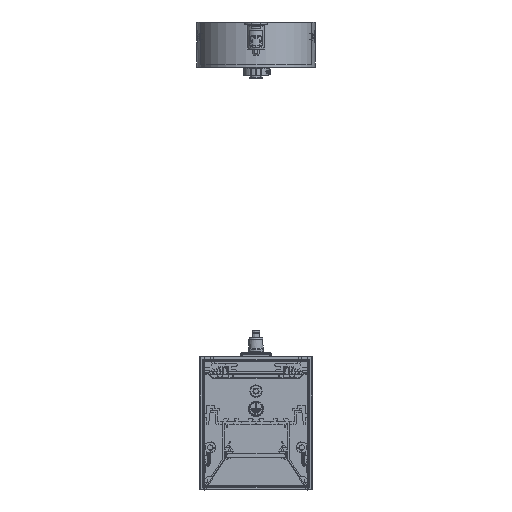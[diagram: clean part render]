
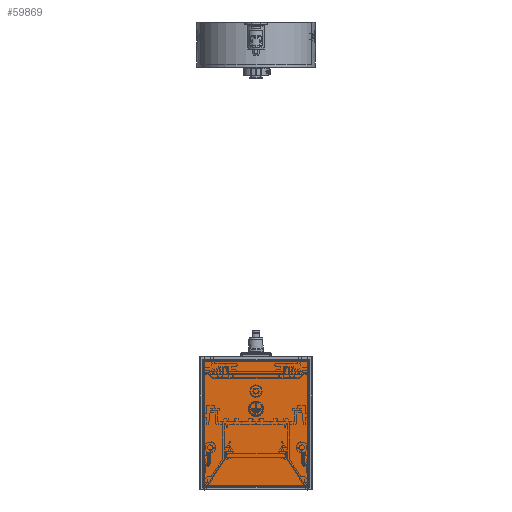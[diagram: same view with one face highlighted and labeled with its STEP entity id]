
A CAD part, front view. The second image highlights one B-rep face of the part: STEP entity #59869.
In plain terms, the highlighted planar face has unit normal (0, -1, 0).
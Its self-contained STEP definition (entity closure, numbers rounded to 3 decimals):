
#5413=CIRCLE('',#65727,0.001);
#5418=CIRCLE('',#65733,0.001);
#5633=CIRCLE('',#66200,0.001);
#5637=CIRCLE('',#66205,0.001);
#8589=FACE_OUTER_BOUND('',#12089,.T.);
#12089=EDGE_LOOP('',(#52258,#52259,#52260,#52261,#52262,#52263,#52264,#52265));
#16657=LINE('',#109008,#21419);
#16917=LINE('',#112015,#21679);
#16919=LINE('',#112052,#21681);
#16921=LINE('',#112085,#21683);
#21419=VECTOR('',#81179,10.);
#21679=VECTOR('',#82369,10.);
#21681=VECTOR('',#82383,10.);
#21683=VECTOR('',#82393,10.);
#27882=VERTEX_POINT('',#108996);
#27884=VERTEX_POINT('',#108999);
#27886=VERTEX_POINT('',#109005);
#27888=VERTEX_POINT('',#109035);
#28197=VERTEX_POINT('',#112014);
#28198=VERTEX_POINT('',#112042);
#28200=VERTEX_POINT('',#112048);
#28202=VERTEX_POINT('',#112078);
#35902=EDGE_CURVE('',#27884,#27882,#5413,.T.);
#35906=EDGE_CURVE('',#27882,#27886,#16657,.T.);
#35909=EDGE_CURVE('',#27886,#27888,#5418,.T.);
#36491=EDGE_CURVE('',#27884,#28197,#16917,.T.);
#36495=EDGE_CURVE('',#28197,#28198,#5633,.T.);
#36498=EDGE_CURVE('',#28198,#28200,#16919,.T.);
#36501=EDGE_CURVE('',#28200,#28202,#5637,.T.);
#36503=EDGE_CURVE('',#28202,#27888,#16921,.T.);
#52258=ORIENTED_EDGE('',*,*,#36503,.F.);
#52259=ORIENTED_EDGE('',*,*,#36501,.F.);
#52260=ORIENTED_EDGE('',*,*,#36498,.F.);
#52261=ORIENTED_EDGE('',*,*,#36495,.F.);
#52262=ORIENTED_EDGE('',*,*,#36491,.F.);
#52263=ORIENTED_EDGE('',*,*,#35902,.T.);
#52264=ORIENTED_EDGE('',*,*,#35906,.T.);
#52265=ORIENTED_EDGE('',*,*,#35909,.T.);
#56963=PLANE('',#66210);
#59869=ADVANCED_FACE('',(#8589),#56963,.F.);
#65727=AXIS2_PLACEMENT_3D('',#109000,#81169,#81170);
#65733=AXIS2_PLACEMENT_3D('',#109038,#81183,#81184);
#66200=AXIS2_PLACEMENT_3D('',#112046,#82376,#82377);
#66205=AXIS2_PLACEMENT_3D('',#112082,#82388,#82389);
#66210=AXIS2_PLACEMENT_3D('',#112092,#82403,#82404);
#81169=DIRECTION('center_axis',(0.,-1.,0.));
#81170=DIRECTION('ref_axis',(0.707,0.,-0.707));
#81179=DIRECTION('',(0.,0.,1.));
#81183=DIRECTION('center_axis',(0.,-1.,0.));
#81184=DIRECTION('ref_axis',(0.707,0.,0.707));
#82369=DIRECTION('',(-1.,0.,0.));
#82376=DIRECTION('center_axis',(0.,1.,0.));
#82377=DIRECTION('ref_axis',(-0.707,0.,-0.707));
#82383=DIRECTION('',(0.,0.,1.));
#82388=DIRECTION('center_axis',(0.,1.,0.));
#82389=DIRECTION('ref_axis',(-0.707,0.,0.707));
#82393=DIRECTION('',(1.,0.,0.));
#82403=DIRECTION('center_axis',(0.,1.,0.));
#82404=DIRECTION('ref_axis',(1.,0.,0.));
#108996=CARTESIAN_POINT('',(35.008,-2110.,-77.507));
#108999=CARTESIAN_POINT('',(35.007,-2110.,-77.508));
#109000=CARTESIAN_POINT('Origin',(35.007,-2110.,-77.507));
#109005=CARTESIAN_POINT('',(35.008,-2110.,6.507));
#109008=CARTESIAN_POINT('',(35.008,-2110.,-14.4));
#109035=CARTESIAN_POINT('',(35.007,-2110.,6.508));
#109038=CARTESIAN_POINT('Origin',(35.007,-2110.,6.507));
#112014=CARTESIAN_POINT('',(-35.007,-2110.,-77.508));
#112015=CARTESIAN_POINT('',(-17.6,-2110.,-77.508));
#112042=CARTESIAN_POINT('',(-35.008,-2110.,-77.507));
#112046=CARTESIAN_POINT('Origin',(-35.007,-2110.,-77.507));
#112048=CARTESIAN_POINT('',(-35.008,-2110.,6.507));
#112052=CARTESIAN_POINT('',(-35.008,-2110.,-14.4));
#112078=CARTESIAN_POINT('',(-35.007,-2110.,6.508));
#112082=CARTESIAN_POINT('Origin',(-35.007,-2110.,6.507));
#112085=CARTESIAN_POINT('',(17.6,-2110.,6.508));
#112092=CARTESIAN_POINT('Origin',(0.,-2110.,-35.5));
